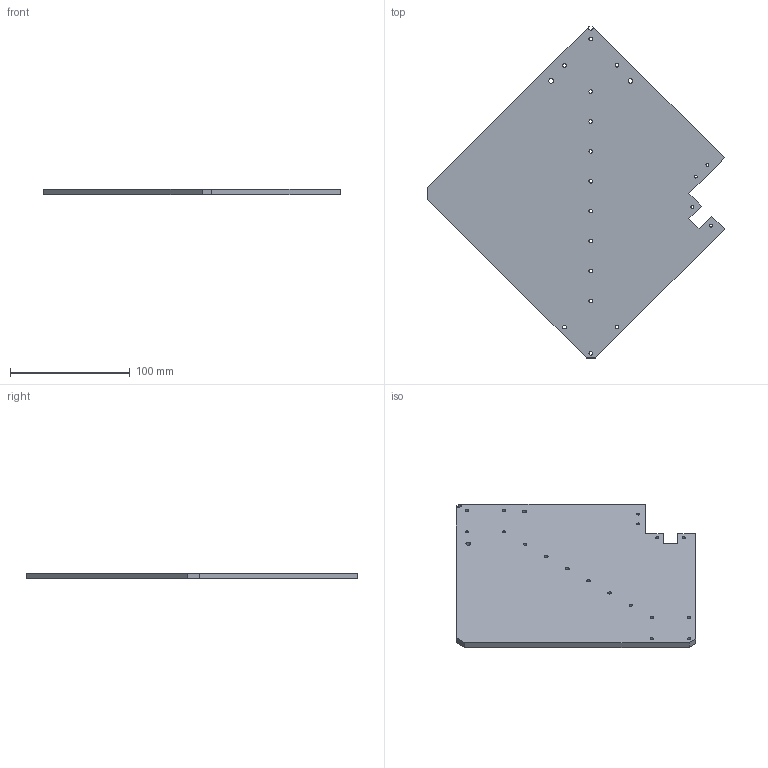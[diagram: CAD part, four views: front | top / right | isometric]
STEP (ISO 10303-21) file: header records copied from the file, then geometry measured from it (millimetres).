
FILE_DESCRIPTION(/* description */ ('Unknown'),/* implementation_level */ '2;1');
FILE_NAME(/* name */ 'Baseplate',/* time_stamp */ '2022-06-05T10:20:52+02:00',/* author */ ('Unknown'),/* organization */ ('Unknown'),/* preprocessor_version */ 'ST-DEVELOPER v18.1',/* originating_system */ 'Solid Edge',/* authorisation */ 'Unknown');
FILE_SCHEMA (('CONFIG_CONTROL_DESIGN'));
Length unit declared in the file: millimetre
Products named in the file (1): Baseplate
Bounding box: 248.1 x 277.54 x 5 mm (x, y, z)
Volume: 189291.6 mm3; surface area: 80799.2 mm2
Topology: 1 solids, 1 shells, 35 faces, 99 edges, 66 vertices
Faces by surface type: cylinder 21, plane 14
Full cylindrical faces by diameter (mm): 2.5 x4, 3 x14, 4 x2
Entity records: 1165 total; most frequent: DIRECTION 193, CARTESIAN_POINT 181, ORIENTED_EDGE 158, EDGE_LOOP 95, FACE_BOUND 95, EDGE_CURVE 79, AXIS2_PLACEMENT_3D 78, VERTEX_POINT 66
